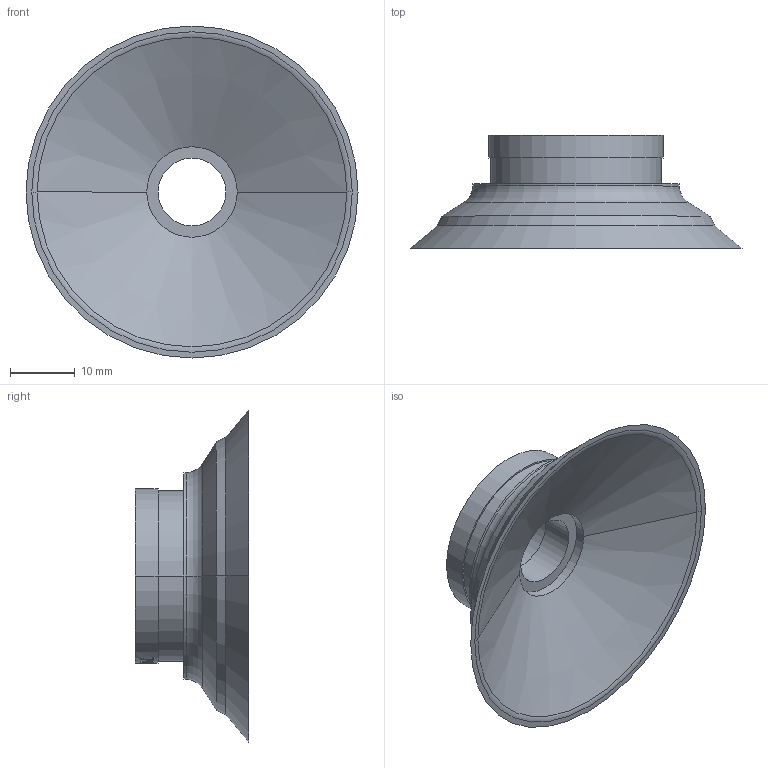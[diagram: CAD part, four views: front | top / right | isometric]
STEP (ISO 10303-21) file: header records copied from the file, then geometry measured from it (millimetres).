
FILE_DESCRIPTION(('STEP AP214'),'1');
FILE_NAME('COVAL_VPU50NBR.stp','2017-12-27T18:39:11',('TraceParts'),('TraceParts S.A.'),'Spatial InterOp 3D',' ',' ');
FILE_SCHEMA(('automotive_design'));
Length unit declared in the file: millimetre
Products named in the file (1): COVAL_VPU50NBR
Bounding box: 51.4 x 17.5 x 51.4 mm (x, y, z)
Volume: 9333.4 mm3; surface area: 6309.7 mm2
Topology: 1 solids, 2 shells, 86 faces, 201 edges, 130 vertices
Faces by surface type: bspline 29, cylinder 23, plane 22, cone 8, torus 4
Entity records: 6810 total; most frequent: CARTESIAN_POINT 4336, ORIENTED_EDGE 402, DIRECTION 292, EDGE_CURVE 201, VERTEX_POINT 130, AXIS2_PLACEMENT_3D 128, EDGE_LOOP 101, B_SPLINE_CURVE_WITH_KNOTS 95
